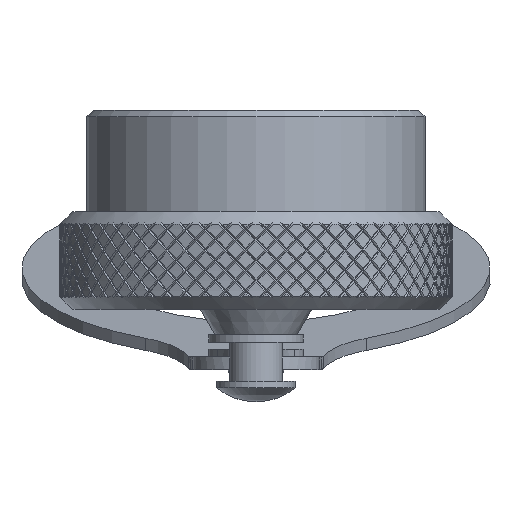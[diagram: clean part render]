
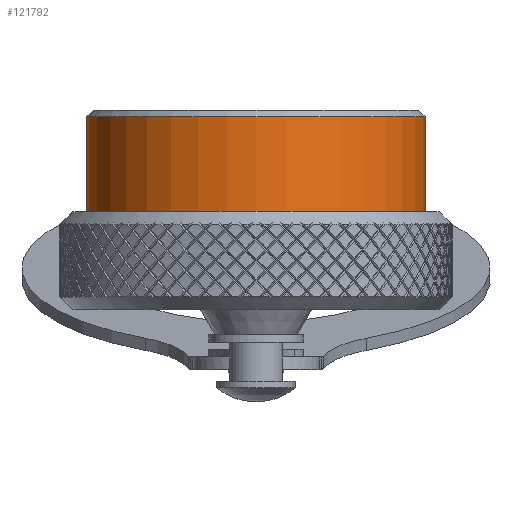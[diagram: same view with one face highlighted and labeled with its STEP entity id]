
A CAD part, top view. The second image highlights one B-rep face of the part: STEP entity #121792.
In plain terms, the highlighted cylindrical face has radius 13.35 mm (diameter 26.7 mm), a partial arc.
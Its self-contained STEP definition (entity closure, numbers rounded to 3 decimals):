
#32447=CARTESIAN_POINT('',(0.,-8.,0.));
#32448=DIRECTION('',(0.,-1.,0.));
#32449=DIRECTION('',(1.,0.,0.));
#32450=AXIS2_PLACEMENT_3D('',#32447,#32448,#32449);
#32467=CARTESIAN_POINT('',(0.,-0.5,0.));
#32468=DIRECTION('',(0.,-1.,0.));
#32469=DIRECTION('',(1.,0.,0.));
#32470=AXIS2_PLACEMENT_3D('',#32467,#32468,#32469);
#32485=DIRECTION('',(0.,-1.,0.));
#32486=VECTOR('',#32485,7.5);
#32487=CARTESIAN_POINT('',(-13.35,-0.5,
0.));
#32488=LINE('',#32487,#32486);
#32489=DIRECTION('',(0.,-1.,0.));
#32490=VECTOR('',#32489,7.5);
#32491=CARTESIAN_POINT('',(13.35,-0.5,
0.));
#32492=LINE('',#32491,#32490);
#32559=CARTESIAN_POINT('',(-13.35,-0.5,0.));
#32560=CARTESIAN_POINT('',(13.35,-0.5,0.));
#32561=VERTEX_POINT('',#32559);
#32562=VERTEX_POINT('',#32560);
#32567=CARTESIAN_POINT('',(13.35,-8.,0.));
#32568=VERTEX_POINT('',#32567);
#32569=CARTESIAN_POINT('',(-13.35,-8.,0.));
#32570=VERTEX_POINT('',#32569);
#121778=CARTESIAN_POINT('',(0.,0.885,0.));
#121779=DIRECTION('',(0.,-1.,0.));
#121780=DIRECTION('',(1.,0.,0.));
#121781=AXIS2_PLACEMENT_3D('',#121778,#121779,#121780);
#121782=CYLINDRICAL_SURFACE('',#121781,13.35);
#121784=ORIENTED_EDGE('',*,*,#121783,.F.);
#121786=ORIENTED_EDGE('',*,*,#121785,.T.);
#121787=ORIENTED_EDGE('',*,*,#121771,.T.);
#121789=ORIENTED_EDGE('',*,*,#121788,.F.);
#121790=EDGE_LOOP('',(#121784,#121786,#121787,#121789));
#121791=FACE_OUTER_BOUND('',#121790,.F.);
#121792=ADVANCED_FACE('',(#121791),#121782,.T.);
#32451=CIRCLE('',#32450,13.35);
#32471=CIRCLE('',#32470,13.35);
#121771=EDGE_CURVE('',#32568,#32570,#32451,.T.);
#121783=EDGE_CURVE('',#32562,#32561,#32471,.T.);
#121785=EDGE_CURVE('',#32562,#32568,#32492,.T.);
#121788=EDGE_CURVE('',#32561,#32570,#32488,.T.);
